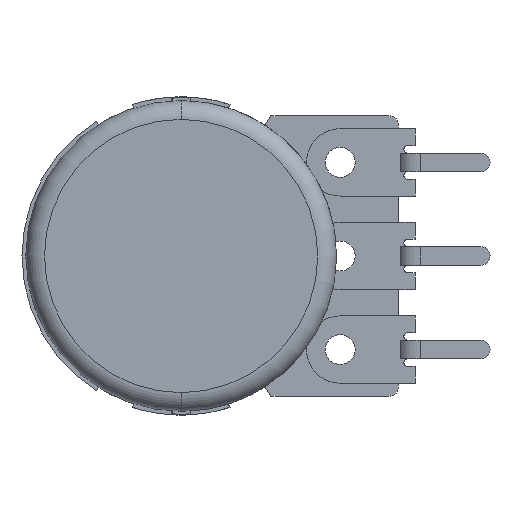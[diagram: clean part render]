
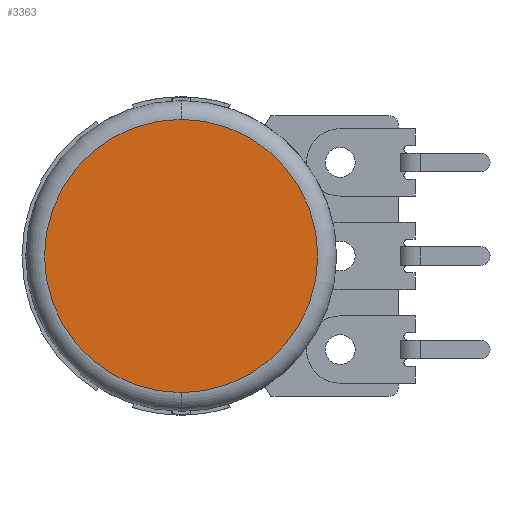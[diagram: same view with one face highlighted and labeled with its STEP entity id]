
A CAD part, left-side view. The second image highlights one B-rep face of the part: STEP entity #3363.
In plain terms, the highlighted planar face has unit normal (-1, 0, 0).
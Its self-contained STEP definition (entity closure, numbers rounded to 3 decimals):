
#1132 = CARTESIAN_POINT ( 'NONE',  ( -9.5, 0., 0. ) ) ;
#1966 = PLANE ( 'NONE',  #6018 ) ;
#2089 = DIRECTION ( 'NONE',  ( 0., 0., 1. ) ) ;
#2184 = DIRECTION ( 'NONE',  ( -1., 0., 0. ) ) ;
#2533 = VERTEX_POINT ( 'NONE', #6412 ) ;
#2610 = DIRECTION ( 'NONE',  ( 0., 0., 1. ) ) ;
#3185 = ORIENTED_EDGE ( 'NONE', *, *, #11108, .T. ) ;
#3363 = ADVANCED_FACE ( 'NONE', ( #11462 ), #1966, .T. ) ;
#4304 = AXIS2_PLACEMENT_3D ( 'NONE', #7973, #2184, #2089 ) ;
#6018 = AXIS2_PLACEMENT_3D ( 'NONE', #1132, #6808, #8688 ) ;
#6190 = EDGE_LOOP ( 'NONE', ( #3185, #7181 ) ) ;
#6412 = CARTESIAN_POINT ( 'NONE',  ( -9.5, 0., 7.3 ) ) ;
#6808 = DIRECTION ( 'NONE',  ( -1., 0., 0. ) ) ;
#7181 = ORIENTED_EDGE ( 'NONE', *, *, #9380, .T. ) ;
#7567 = CIRCLE ( 'NONE', #4304, 7.3 ) ;
#7973 = CARTESIAN_POINT ( 'NONE',  ( -9.5, 0., 0. ) ) ;
#8240 = DIRECTION ( 'NONE',  ( -1., 0., 0. ) ) ;
#8688 = DIRECTION ( 'NONE',  ( 0., 0., 1. ) ) ;
#9013 = CIRCLE ( 'NONE', #10975, 7.3 ) ;
#9380 = EDGE_CURVE ( 'NONE', #12042, #2533, #7567, .T. ) ;
#10975 = AXIS2_PLACEMENT_3D ( 'NONE', #11072, #8240, #2610 ) ;
#11072 = CARTESIAN_POINT ( 'NONE',  ( -9.5, 0., 0. ) ) ;
#11108 = EDGE_CURVE ( 'NONE', #2533, #12042, #9013, .T. ) ;
#11222 = CARTESIAN_POINT ( 'NONE',  ( -9.5, 0., -7.3 ) ) ;
#11462 = FACE_OUTER_BOUND ( 'NONE', #6190, .T. ) ;
#12042 = VERTEX_POINT ( 'NONE', #11222 ) ;
